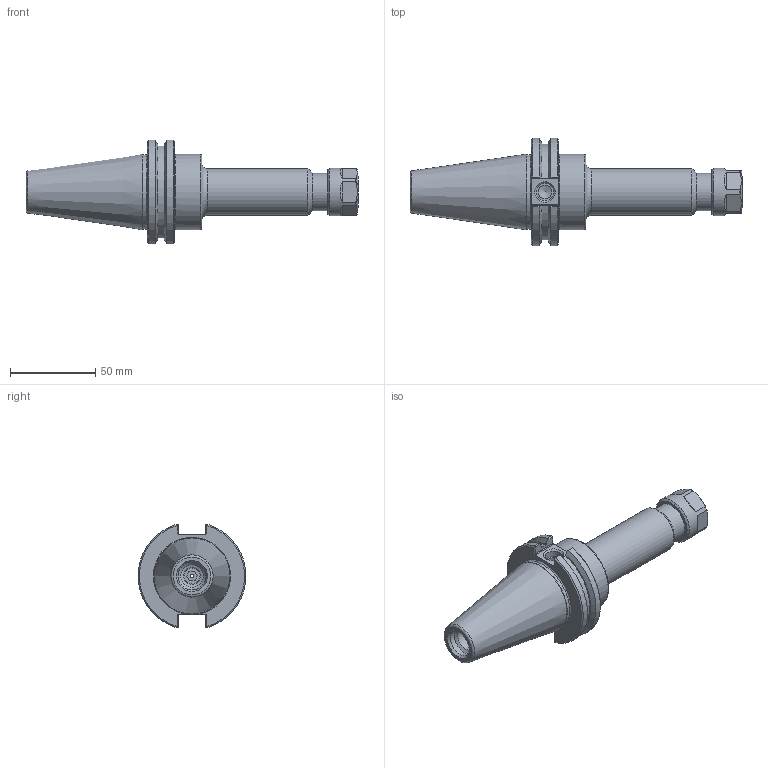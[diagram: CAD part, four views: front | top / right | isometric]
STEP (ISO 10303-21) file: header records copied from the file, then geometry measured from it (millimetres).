
FILE_DESCRIPTION((''),'2;1');
FILE_NAME('C40-16ER5.stp','2014-07-24T14:33:58',('kaykin'),(''),'Autodesk Inventor 2012','Autodesk Inventor 2012','');
FILE_SCHEMA(('AUTOMOTIVE_DESIGN { 1 0 10303 214 1 1 1 1 }'));
Length unit declared in the file: inch
Products named in the file (4): C40-16ER5; C40-16ER5-1; BS-20; 16ERHN
Assembly tree (3 placements, depth 2):
  C40-16ER5
    C40-16ER5-1
    BS-20
    16ERHN
Bounding box: 195.26 x 63.26 x 61.05 mm (x, y, z)
Volume: 165429.8 mm3; surface area: 36418.7 mm2
Topology: 3 solids, 3 shells, 138 faces, 343 edges, 218 vertices
Faces by surface type: plane 60, cylinder 39, cone 28, torus 11
Full cylindrical faces by diameter (mm): 2.286 x1, 8.001 x1, 9.462 x1, 9.728 x1, 10.135 x1, 10.5 x1, 10.973 x1, 12.9 x1, 13.381 x1, 13.386 x1, 16.459 x1, 16.8 x1, 18.4 x1, 20.5 x1, 22 x1, 23 x1, 27.432 x1, 28 x1, 43.942 x1, 44.45 x1
Entity records: 4078 total; most frequent: CARTESIAN_POINT 865, DIRECTION 638, ORIENTED_EDGE 572, EDGE_CURVE 286, AXIS2_PLACEMENT_3D 259, VERTEX_POINT 206, EDGE_LOOP 196, FACE_OUTER_BOUND 138
